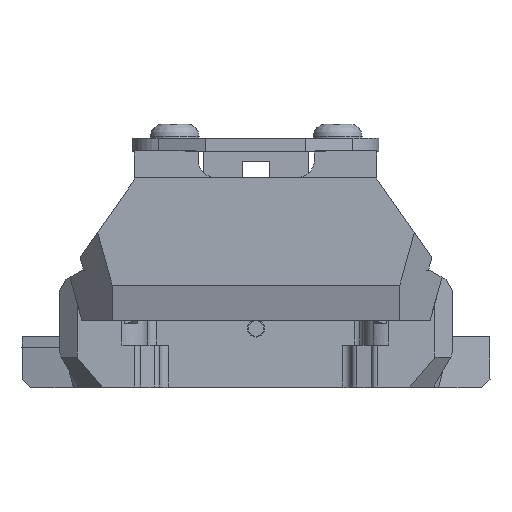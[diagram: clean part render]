
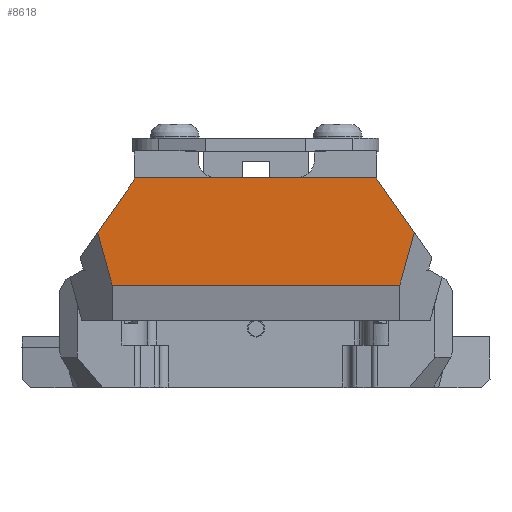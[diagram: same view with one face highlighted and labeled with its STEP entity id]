
A CAD part, top view. The second image highlights one B-rep face of the part: STEP entity #8618.
In plain terms, the highlighted face is planar.
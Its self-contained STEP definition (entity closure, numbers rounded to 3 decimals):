
#346=PLANE('',#9285);
#753=FACE_OUTER_BOUND('',#1249,.T.);
#1249=EDGE_LOOP('',(#6682,#6683,#6684,#6685,#6686,#6687,#6688,#6689));
#2168=LINE('',#19679,#3108);
#2206=LINE('',#21727,#3146);
#2209=LINE('',#21733,#3149);
#2221=LINE('',#21763,#3161);
#2222=LINE('',#21765,#3162);
#2223=LINE('',#21767,#3163);
#2224=LINE('',#21769,#3164);
#2225=LINE('',#21770,#3165);
#3108=VECTOR('',#10393,10.);
#3146=VECTOR('',#10517,10.);
#3149=VECTOR('',#10522,10.);
#3161=VECTOR('',#10550,10.);
#3162=VECTOR('',#10551,10.);
#3163=VECTOR('',#10552,10.);
#3164=VECTOR('',#10553,10.);
#3165=VECTOR('',#10554,10.);
#4065=VERTEX_POINT('',#19676);
#4066=VERTEX_POINT('',#19678);
#4109=VERTEX_POINT('',#21725);
#4111=VERTEX_POINT('',#21731);
#4121=VERTEX_POINT('',#21762);
#4122=VERTEX_POINT('',#21764);
#4123=VERTEX_POINT('',#21766);
#4124=VERTEX_POINT('',#21768);
#4995=EDGE_CURVE('',#4065,#4066,#2168,.T.);
#5068=EDGE_CURVE('',#4109,#4065,#2206,.T.);
#5071=EDGE_CURVE('',#4111,#4109,#2209,.F.);
#5085=EDGE_CURVE('',#4121,#4111,#2221,.T.);
#5086=EDGE_CURVE('',#4121,#4122,#2222,.T.);
#5087=EDGE_CURVE('',#4122,#4123,#2223,.T.);
#5088=EDGE_CURVE('',#4123,#4124,#2224,.F.);
#5089=EDGE_CURVE('',#4124,#4066,#2225,.F.);
#6682=ORIENTED_EDGE('',*,*,#4995,.F.);
#6683=ORIENTED_EDGE('',*,*,#5068,.F.);
#6684=ORIENTED_EDGE('',*,*,#5071,.F.);
#6685=ORIENTED_EDGE('',*,*,#5085,.F.);
#6686=ORIENTED_EDGE('',*,*,#5086,.T.);
#6687=ORIENTED_EDGE('',*,*,#5087,.T.);
#6688=ORIENTED_EDGE('',*,*,#5088,.T.);
#6689=ORIENTED_EDGE('',*,*,#5089,.T.);
#8618=ADVANCED_FACE('',(#753),#346,.T.);
#9285=AXIS2_PLACEMENT_3D('',#21761,#10548,#10549);
#10393=DIRECTION('',(1.,0.,0.));
#10517=DIRECTION('',(0.,0.,1.));
#10522=DIRECTION('',(-0.574,0.,-0.819));
#10548=DIRECTION('center_axis',(0.,-1.,0.));
#10549=DIRECTION('ref_axis',(1.,0.,0.));
#10550=DIRECTION('',(-0.266,0.,0.964));
#10551=DIRECTION('',(1.,0.,0.));
#10552=DIRECTION('',(0.266,0.,0.964));
#10553=DIRECTION('',(0.574,0.,-0.819));
#10554=DIRECTION('',(0.,0.,-1.));
#19676=CARTESIAN_POINT('',(-12.551,-139.403,96.396));
#19678=CARTESIAN_POINT('',(15.799,-139.403,96.396));
#19679=CARTESIAN_POINT('',(-14.232,-139.403,96.396));
#21725=CARTESIAN_POINT('',(-12.551,-139.403,96.113));
#21727=CARTESIAN_POINT('',(-12.551,-139.403,85.014));
#21731=CARTESIAN_POINT('',(-16.851,-139.403,89.971));
#21733=CARTESIAN_POINT('',(-25.96,-139.403,76.963));
#21761=CARTESIAN_POINT('Origin',(-19.54,-139.403,71.926));
#21762=CARTESIAN_POINT('',(-15.153,-139.403,83.826));
#21763=CARTESIAN_POINT('',(-14.151,-139.403,80.201));
#21764=CARTESIAN_POINT('',(18.472,-139.403,83.826));
#21765=CARTESIAN_POINT('',(20.056,-139.403,83.826));
#21766=CARTESIAN_POINT('',(20.171,-139.403,89.971));
#21767=CARTESIAN_POINT('',(17.47,-139.403,80.201));
#21768=CARTESIAN_POINT('',(15.799,-139.403,96.215));
#21769=CARTESIAN_POINT('',(29.279,-139.403,76.963));
#21770=CARTESIAN_POINT('',(15.799,-139.403,85.014));
